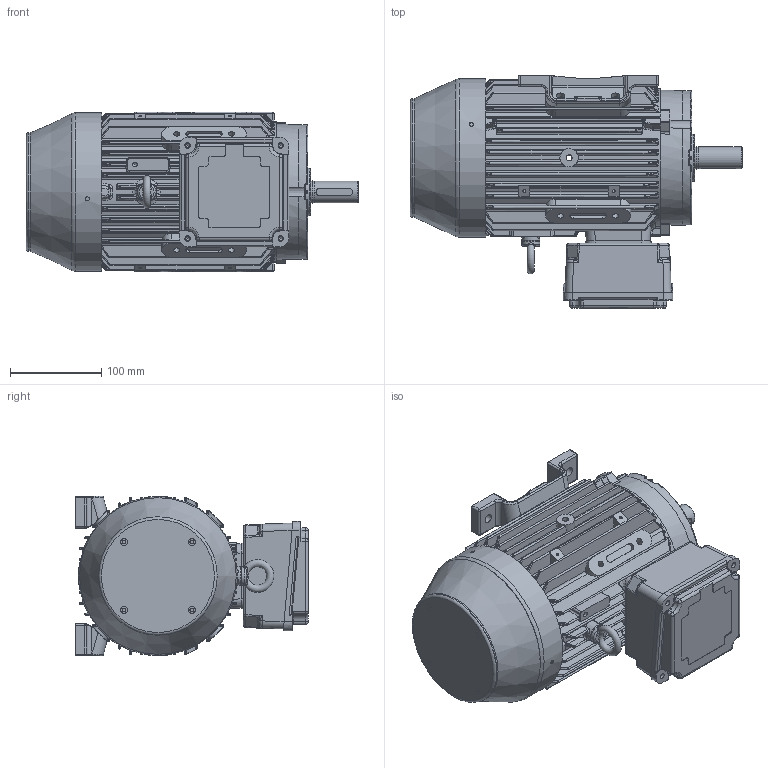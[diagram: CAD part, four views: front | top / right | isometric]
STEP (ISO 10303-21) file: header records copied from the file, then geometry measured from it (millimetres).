
FILE_DESCRIPTION( ( 'Unknown' ), '1' );
FILE_NAME( 'WP-DF90LX B3.stp', 'Unknown', ( 'Unknown' ), ( 'Unknown' ), 'PSStep 17.0.49', 'Unknown', ' ' );
FILE_SCHEMA( ( 'AUTOMOTIVE_DESIGN { 1 0 10303 214 1 1 1 1 }' ) );
Length unit declared in the file: millimetre
Products named in the file (1): 2K22T0126
Bounding box: 363.6 x 254.64 x 175 mm (x, y, z)
Volume: 1751800.7 mm3; surface area: 693059.2 mm2
Topology: 1 solids, 5 shells, 2326 faces, 6016 edges, 3665 vertices
Faces by surface type: cylinder 776, bspline 683, plane 554, cone 123, torus 105, sphere 75, extrusion 10
Full cylindrical faces by diameter (mm): 2.594 x2, 3.2 x4, 3.6 x4, 4.351 x15, 4.5 x3, 5.188 x2, 5.6 x4, 5.8 x3, 6 x9, 6.647 x14, 6.8 x1, 7.794 x1, 9 x4, 10 x4, 20 x3, 23.8 x1, 24 x1, 24.5 x2, 25 x1, 35 x1, 52.002 x1, 60 x1, 74 x1, 127.767 x1, 129.767 x1, 139.365 x1, 139.6 x2, 144.445 x2, 144.5 x1, 170 x1
Entity records: 213726 total; most frequent: CARTESIAN_POINT 145055, ORIENTED_EDGE 11280, DIRECTION 9244, EDGE_CURVE 5640, AXIS2_PLACEMENT_3D 3775, VERTEX_POINT 3574, EDGE_LOOP 2571, FACE_OUTER_BOUND 2433
